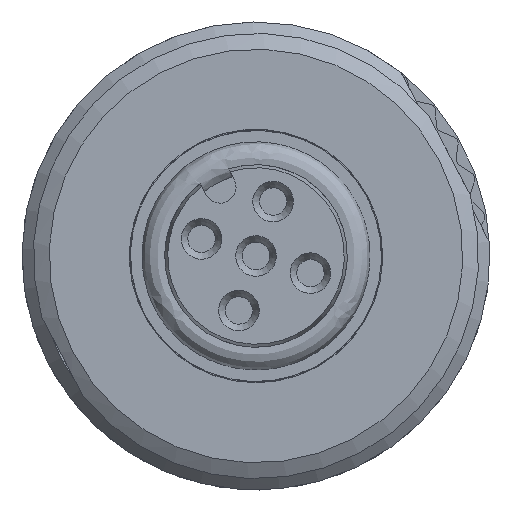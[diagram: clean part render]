
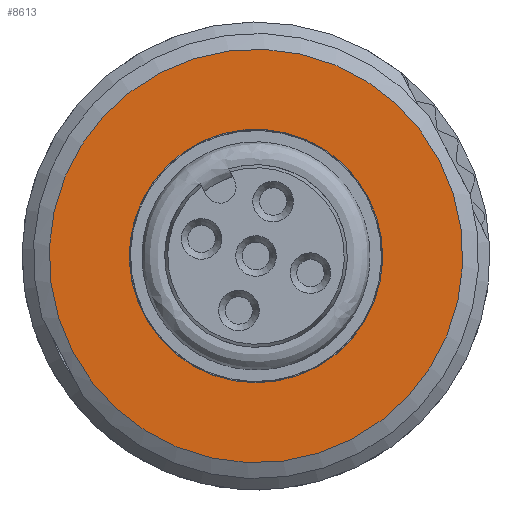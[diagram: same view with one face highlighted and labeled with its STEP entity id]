
A CAD part, front view. The second image highlights one B-rep face of the part: STEP entity #8613.
In plain terms, the highlighted planar face has unit normal (0, -1, 0).
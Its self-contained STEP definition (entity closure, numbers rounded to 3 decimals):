
#5188=FACE_BOUND('',#10530,.T.);
#5189=FACE_BOUND('',#10531,.T.);
#7869=CIRCLE('',#20511,5.55);
#7870=CIRCLE('',#20513,9.057);
#8613=ADVANCED_FACE('',(#5188,#5189),#9300,.T.);
#9300=PLANE('',#20514);
#10530=EDGE_LOOP('',(#12626));
#10531=EDGE_LOOP('',(#12627));
#12626=ORIENTED_EDGE('',*,*,#17595,.F.);
#12627=ORIENTED_EDGE('',*,*,#17596,.F.);
#16012=VERTEX_POINT('',#28683);
#16013=VERTEX_POINT('',#28686);
#17595=EDGE_CURVE('',#16012,#16012,#7869,.T.);
#17596=EDGE_CURVE('',#16013,#16013,#7870,.T.);
#20511=AXIS2_PLACEMENT_3D('',#28682,#22622,#22623);
#20513=AXIS2_PLACEMENT_3D('',#28685,#22626,#22627);
#20514=AXIS2_PLACEMENT_3D('',#28687,#22628,#22629);
#22622=DIRECTION('',(0.,-1.,0.));
#22623=DIRECTION('',(0.,0.,-1.));
#22626=DIRECTION('',(0.,1.,0.));
#22627=DIRECTION('',(-0.463,0.,0.887));
#22628=DIRECTION('',(0.,-1.,0.));
#22629=DIRECTION('',(0.463,0.,-0.887));
#28682=CARTESIAN_POINT('',(46.916,7.224,25.));
#28683=CARTESIAN_POINT('',(46.916,7.224,19.45));
#28685=CARTESIAN_POINT('',(46.916,7.224,25.));
#28686=CARTESIAN_POINT('',(42.726,7.224,33.03));
#28687=CARTESIAN_POINT('',(33.474,7.224,29.224));
